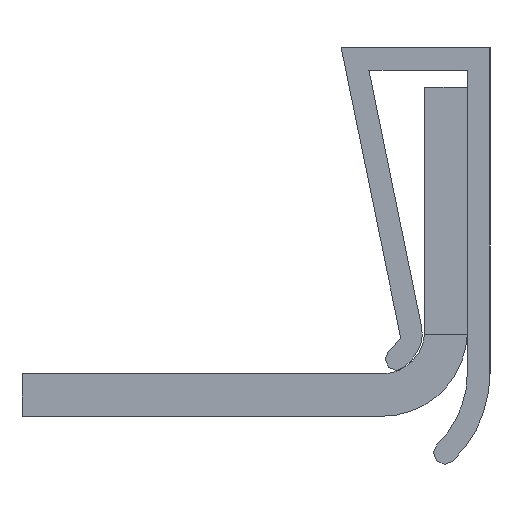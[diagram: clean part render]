
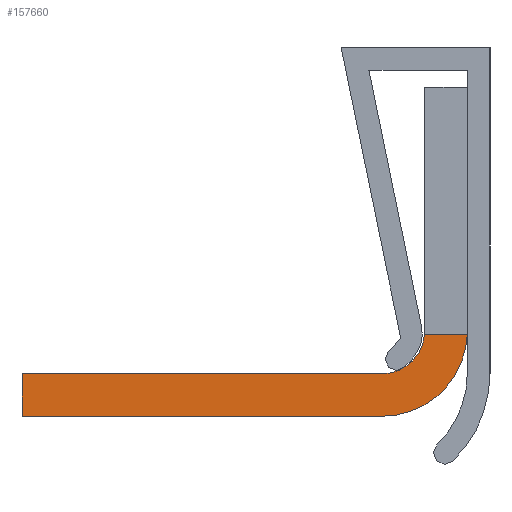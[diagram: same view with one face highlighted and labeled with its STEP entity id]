
A CAD part, left-side view. The second image highlights one B-rep face of the part: STEP entity #157660.
In plain terms, the highlighted face is planar.
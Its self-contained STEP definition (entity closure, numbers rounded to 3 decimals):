
#47860=CARTESIAN_POINT('',(18.372,3.194,-998.));
#47870=VERTEX_POINT('',#47860);
#48050=CARTESIAN_POINT('',(18.292,3.038,-998.));
#48060=VERTEX_POINT('',#48050);
#48090=CARTESIAN_POINT('',(17.985,3.294,-998.));
#48100=DIRECTION('',(0.,0.,1.));
#48110=DIRECTION('',(1.,0.,0.));
#48120=AXIS2_PLACEMENT_3D('',#48090,#48100,#48110);
#48130=CIRCLE('',#48120,0.4);
#48140=EDGE_CURVE('',#48060,#47870,#48130,.T.);
#63540=CARTESIAN_POINT('',(17.,2.3,-998.));
#63550=VERTEX_POINT('',#63540);
#63580=CARTESIAN_POINT('',(17.,3.8,-998.));
#63590=DIRECTION('',(0.,0.,1.));
#63600=DIRECTION('',(1.,0.,0.));
#63610=AXIS2_PLACEMENT_3D('',#63580,#63590,#63600);
#63620=CIRCLE('',#63610,1.5);
#63630=EDGE_CURVE('',#63550,#48060,#63620,.T.);
#147800=CARTESIAN_POINT('',(18.5,16.5,-998.));
#147810=VERTEX_POINT('',#147800);
#147840=CARTESIAN_POINT('',(20.,16.5,-998.));
#147850=DIRECTION('',(-1.,0.,0.));
#147860=VECTOR('',#147850,1.);
#147870=LINE('',#147840,#147860);
#147880=CARTESIAN_POINT('',(20.,16.5,-998.));
#147890=VERTEX_POINT('',#147880);
#147900=EDGE_CURVE('',#147890,#147810,#147870,.T.);
#148170=CARTESIAN_POINT('',(17.1,2.3,-998.));
#148180=VERTEX_POINT('',#148170);
#148210=CARTESIAN_POINT('',(0.,2.3,-998.));
#148220=DIRECTION('',(1.,0.,0.));
#148230=VECTOR('',#148220,1.);
#148240=LINE('',#148210,#148230);
#148250=EDGE_CURVE('',#63550,#148180,#148240,.T.);
#154690=CARTESIAN_POINT('',(18.5,3.8,-998.));
#154700=VERTEX_POINT('',#154690);
#154730=CARTESIAN_POINT('',(18.5,0.,-998.));
#154740=DIRECTION('',(0.,1.,0.));
#154750=VECTOR('',#154740,1.);
#154760=LINE('',#154730,#154750);
#154770=EDGE_CURVE('',#154700,#147810,#154760,.T.);
#154900=CARTESIAN_POINT('',(17.,3.8,-998.));
#154910=DIRECTION('',(0.,0.,1.));
#154920=DIRECTION('',(1.,0.,0.));
#154930=AXIS2_PLACEMENT_3D('',#154900,#154910,#154920);
#154940=CIRCLE('',#154930,3.);
#154950=CARTESIAN_POINT('',(17.1,0.802,-998.));
#154960=VERTEX_POINT('',#154950);
#154970=CARTESIAN_POINT('',(20.,3.8,-998.));
#154980=VERTEX_POINT('',#154970);
#154990=EDGE_CURVE('',#154960,#154980,#154940,.T.);
#155310=CARTESIAN_POINT('',(20.,3.8,-998.));
#155320=DIRECTION('',(0.,1.,0.));
#155330=VECTOR('',#155320,1.);
#155340=LINE('',#155310,#155330);
#155350=EDGE_CURVE('',#154980,#147890,#155340,.T.);
#157440=CARTESIAN_POINT('',(19.598,-1.65,-998.));
#157450=DIRECTION('',(0.,0.,1.));
#157460=DIRECTION('',(-1.,0.,0.));
#157470=AXIS2_PLACEMENT_3D('',#157440,#157450,#157460);
#157480=PLANE('',#157470);
#157490=EDGE_CURVE('',#47870,#154700,#63620,.T.);
#157500=ORIENTED_EDGE('',*,*,#157490,.T.);
#157510=ORIENTED_EDGE('',*,*,#48140,.T.);
#157520=ORIENTED_EDGE('',*,*,#63630,.T.);
#157530=ORIENTED_EDGE('',*,*,#148250,.F.);
#157540=CARTESIAN_POINT('',(17.1,0.,-998.));
#157550=DIRECTION('',(0.,-1.,0.));
#157560=VECTOR('',#157550,1.);
#157570=LINE('',#157540,#157560);
#157580=EDGE_CURVE('',#148180,#154960,#157570,.T.);
#157590=ORIENTED_EDGE('',*,*,#157580,.F.);
#157600=ORIENTED_EDGE('',*,*,#154990,.F.);
#157610=ORIENTED_EDGE('',*,*,#155350,.F.);
#157620=ORIENTED_EDGE('',*,*,#147900,.F.);
#157630=ORIENTED_EDGE('',*,*,#154770,.T.);
#157640=EDGE_LOOP('',(#157630,#157620,#157610,#157600,#157590,#157530,
#157520,#157510,#157500));
#157650=FACE_OUTER_BOUND('',#157640,.T.);
#157660=ADVANCED_FACE('',(#157650),#157480,.F.);
